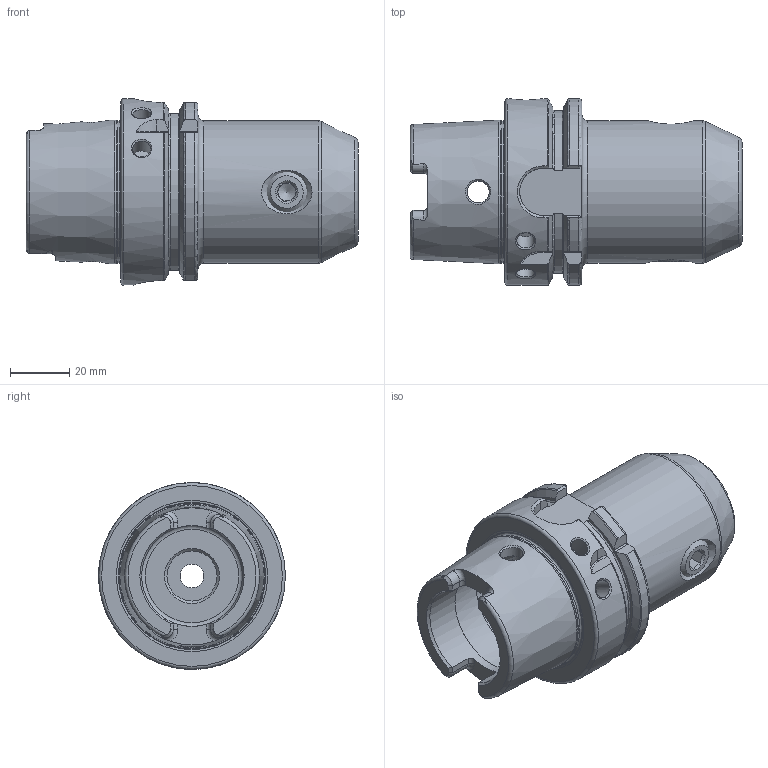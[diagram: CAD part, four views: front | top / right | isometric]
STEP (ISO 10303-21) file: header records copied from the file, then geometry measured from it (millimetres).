
FILE_DESCRIPTION(/* description */ (''),/* implementation_level */ '2;1');
FILE_NAME(/* name */ 'HSK63A-SLA16-80.stp',/* time_stamp */ '2022-02-26T10:21:27+08:00',/* author */ ('Administrator'),/* organization */ (''),/* preprocessor_version */ 'ST-DEVELOPER v18.1',/* originating_system */ 'Autodesk Inventor 2022',/* authorisation */ '');
FILE_SCHEMA (('AUTOMOTIVE_DESIGN { 1 0 10303 214 3 1 1 }'));
Length unit declared in the file: millimetre
Products named in the file (3): HSK63A-SLA16-80; HSK63A-SLA16-80_1; M14-16
Assembly tree (2 placements, depth 2):
  HSK63A-SLA16-80
    HSK63A-SLA16-80_1
    M14-16
Bounding box: 112 x 63 x 63 mm (x, y, z)
Volume: 161833.3 mm3; surface area: 33732.3 mm2
Topology: 2 solids, 2 shells, 195 faces, 513 edges, 329 vertices
Faces by surface type: plane 75, cylinder 41, torus 31, cone 29, bspline 18, sphere 1
Full cylindrical faces by diameter (mm): 6 x2, 7.5 x2, 8 x1, 10 x1, 12 x1, 14 x1, 14.5 x1, 16 x1, 16.917 x1, 17 x1, 19 x1, 34 x2, 40 x1, 48 x1, 48.041 x1, 63 x1
Entity records: 7843 total; most frequent: CARTESIAN_POINT 3144, ORIENTED_EDGE 1022, DIRECTION 903, EDGE_CURVE 511, AXIS2_PLACEMENT_3D 357, VERTEX_POINT 329, EDGE_LOOP 212, FACE_OUTER_BOUND 195
